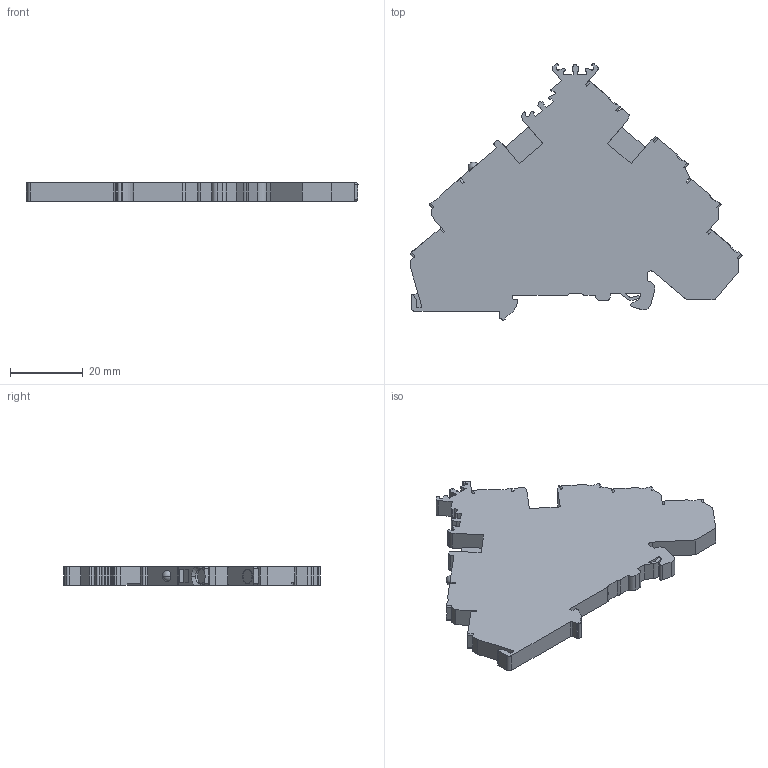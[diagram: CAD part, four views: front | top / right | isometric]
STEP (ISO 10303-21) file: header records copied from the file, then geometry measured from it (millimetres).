
FILE_DESCRIPTION((''),'2;1');
FILE_NAME('JDZONG_ASM','2023-11-20T',('dell'),(''),'PRO/ENGINEER BY PARAMETRIC TECHNOLOGY CORPORATION, 2013230','PRO/ENGINEER BY PARAMETRIC TECHNOLOGY CORPORATION, 2013230','');
FILE_SCHEMA(('AUTOMOTIVE_DESIGN { 1 0 10303 214 1 1 1 1 }'));
Length unit declared in the file: millimetre
Products named in the file (1): JDZONG_ASM
Bounding box: 91.25 x 70.4 x 5 mm (x, y, z)
Volume: 17737 mm3; surface area: 9600.3 mm2
Topology: 1 solids, 1 shells, 276 faces, 797 edges, 528 vertices
Faces by surface type: plane 182, cylinder 82, cone 10, sphere 2
Entity records: 9821 total; most frequent: CARTESIAN_POINT 1754, ORIENTED_EDGE 1590, DIRECTION 1514, EDGE_CURVE 795, VECTOR 578, LINE 578, VERTEX_POINT 528, AXIS2_PLACEMENT_3D 468
